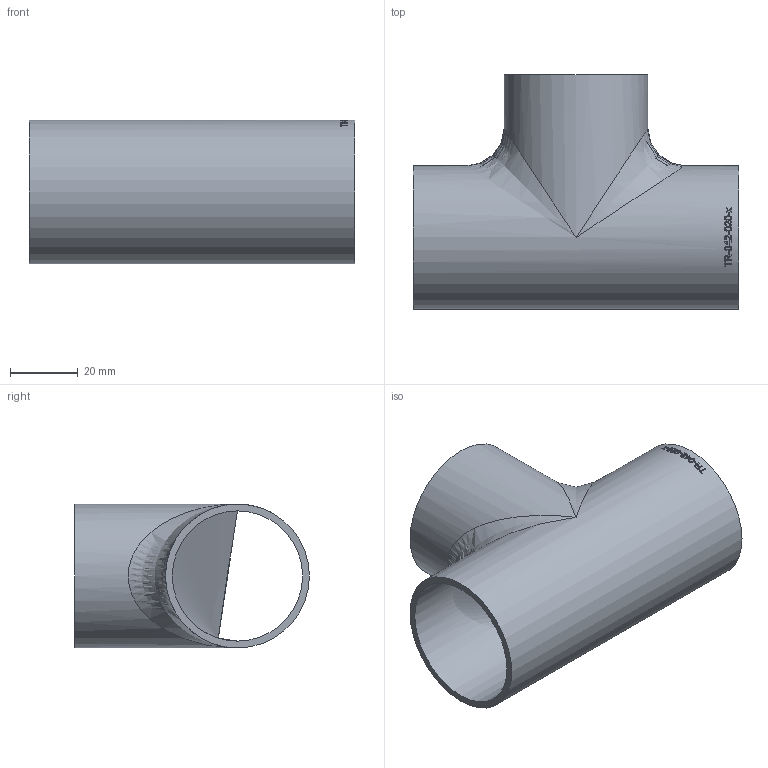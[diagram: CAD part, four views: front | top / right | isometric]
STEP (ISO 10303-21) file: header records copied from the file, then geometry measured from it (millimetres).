
FILE_DESCRIPTION (( 'STEP AP214' ), '1' );
FILE_NAME ('TR-042-020-x T-Stück Ø42,4x2,0 L96 1609.STEP', '2019-09-26T12:39:08', ( '' ), ( '' ), 'SwSTEP 2.0', 'SolidWorks 2016', '' );
FILE_SCHEMA (( 'AUTOMOTIVE_DESIGN' ));
Length unit declared in the file: millimetre
Products named in the file (1): TR-042-020-x T-Stück Ø42,4x2,0 L96 1609
Bounding box: 96 x 69.2 x 42.4 mm (x, y, z)
Volume: 29673.8 mm3; surface area: 30434.9 mm2
Topology: 1 solids, 1 shells, 154 faces, 409 edges, 264 vertices
Faces by surface type: bspline 77, plane 54, cylinder 23
Full cylindrical faces by diameter (mm): 38.4 x2, 42.4 x2
Entity records: 14462 total; most frequent: CARTESIAN_POINT 9888, ORIENTED_EDGE 772, EDGE_CURVE 386, DIRECTION 366, VERTEX_POINT 258, B_SPLINE_CURVE_WITH_KNOTS 230, EDGE_LOOP 178, FACE_OUTER_BOUND 156
